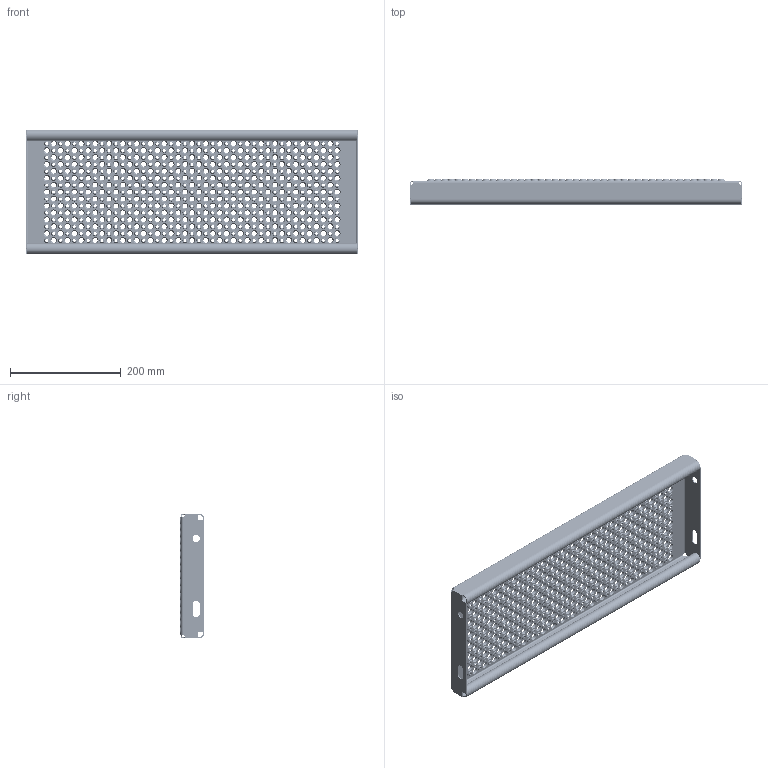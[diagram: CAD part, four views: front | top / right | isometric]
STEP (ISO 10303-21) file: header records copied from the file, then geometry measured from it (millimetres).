
FILE_DESCRIPTION (( 'STEP AP203' ), '1' );
FILE_NAME ('20632_ACHILTRIN_225x600x45_M_OPTRÆK.STEP', '2011-08-12T08:43:12', ( 'JKJ' ), ( '' ), 'SwSTEP 2.0', 'SolidWorks 2011', '' );
FILE_SCHEMA (( 'CONFIG_CONTROL_DESIGN' ));
Products named in the file (1): 20632_ACHILTRIN_225x600x45_M_OPTRÆK
Bounding box: 600 x 45 x 225 mm (x, y, z)
Volume: 488579.2 mm3; surface area: 514876.1 mm2
Topology: 1 solids, 1 shells, 5199 faces, 11896 edges, 7430 vertices
Faces by surface type: cone 2924, cylinder 1498, plane 769, bspline 8
Entity records: 152081 total; most frequent: DIRECTION 29614, CARTESIAN_POINT 25118, ORIENTED_EDGE 23792, AXIS2_PLACEMENT_3D 12558, EDGE_CURVE 11896, VERTEX_POINT 7430, EDGE_LOOP 7400, CIRCLE 7366
